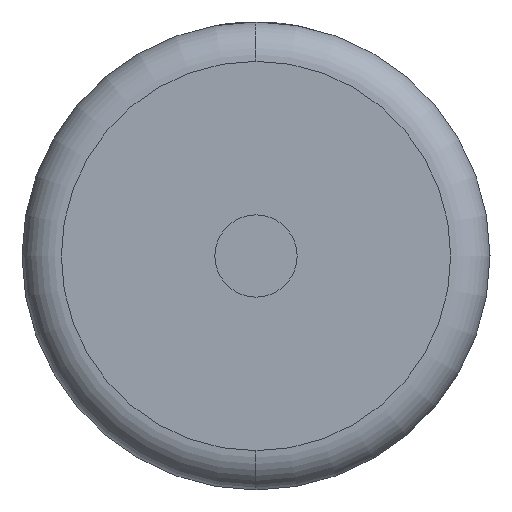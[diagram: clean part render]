
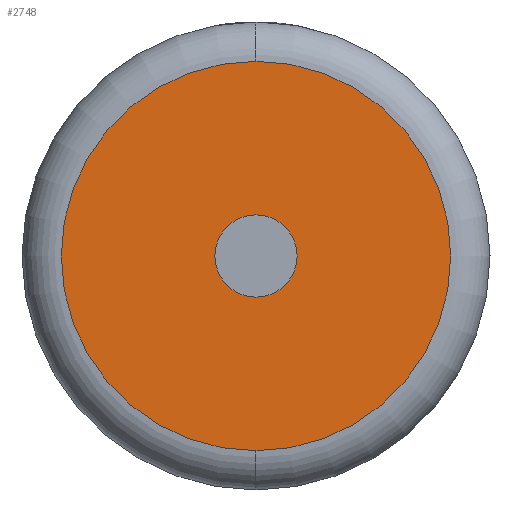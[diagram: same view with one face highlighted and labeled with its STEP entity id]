
A CAD part, left-side view. The second image highlights one B-rep face of the part: STEP entity #2748.
In plain terms, the highlighted planar face has unit normal (-1, 0, 0).
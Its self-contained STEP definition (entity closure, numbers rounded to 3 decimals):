
#59 = EDGE_CURVE ( 'NONE', #1801, #84, #3019, .T. ) ;
#84 = VERTEX_POINT ( 'NONE', #2514 ) ;
#155 = ORIENTED_EDGE ( 'NONE', *, *, #1826, .F. ) ;
#346 = ORIENTED_EDGE ( 'NONE', *, *, #59, .T. ) ;
#567 = DIRECTION ( 'NONE',  ( -1., 0., 0. ) ) ;
#587 = AXIS2_PLACEMENT_3D ( 'NONE', #3585, #1362, #3234 ) ;
#608 = DIRECTION ( 'NONE',  ( -1., 0., 0. ) ) ;
#673 = DIRECTION ( 'NONE',  ( -1., 0., 0. ) ) ;
#691 = VERTEX_POINT ( 'NONE', #712 ) ;
#712 = CARTESIAN_POINT ( 'NONE',  ( 0., 0., 4. ) ) ;
#927 = DIRECTION ( 'NONE',  ( 0., 0., -1. ) ) ;
#976 = DIRECTION ( 'NONE',  ( 0., 0., -1. ) ) ;
#1000 = ORIENTED_EDGE ( 'NONE', *, *, #3854, .T. ) ;
#1276 = VERTEX_POINT ( 'NONE', #1381 ) ;
#1297 = CIRCLE ( 'NONE', #1419, 18.93 ) ;
#1318 = CARTESIAN_POINT ( 'NONE',  ( 0., 0., 0. ) ) ;
#1362 = DIRECTION ( 'NONE',  ( -1., 0., 0. ) ) ;
#1381 = CARTESIAN_POINT ( 'NONE',  ( 0., 0., -4. ) ) ;
#1419 = AXIS2_PLACEMENT_3D ( 'NONE', #2219, #673, #976 ) ;
#1444 = FACE_OUTER_BOUND ( 'NONE', #3526, .T. ) ;
#1452 = CARTESIAN_POINT ( 'NONE',  ( 0., 0., 0. ) ) ;
#1582 = CARTESIAN_POINT ( 'NONE',  ( 0., 0., 0. ) ) ;
#1752 = CIRCLE ( 'NONE', #3832, 4. ) ;
#1759 = EDGE_CURVE ( 'NONE', #1276, #691, #3603, .T. ) ;
#1801 = VERTEX_POINT ( 'NONE', #2331 ) ;
#1826 = EDGE_CURVE ( 'NONE', #691, #1276, #1752, .T. ) ;
#1871 = PLANE ( 'NONE',  #3328 ) ;
#1982 = DIRECTION ( 'NONE',  ( 0., 0., -1. ) ) ;
#2198 = DIRECTION ( 'NONE',  ( 1., 0., 0. ) ) ;
#2219 = CARTESIAN_POINT ( 'NONE',  ( 0., 0., 0. ) ) ;
#2331 = CARTESIAN_POINT ( 'NONE',  ( 0., 0., 18.93 ) ) ;
#2416 = EDGE_LOOP ( 'NONE', ( #3357, #155 ) ) ;
#2514 = CARTESIAN_POINT ( 'NONE',  ( 0., 0., -18.93 ) ) ;
#2748 = ADVANCED_FACE ( 'NONE', ( #1444, #3308 ), #1871, .F. ) ;
#3018 = AXIS2_PLACEMENT_3D ( 'NONE', #1582, #608, #927 ) ;
#3019 = CIRCLE ( 'NONE', #3018, 18.93 ) ;
#3234 = DIRECTION ( 'NONE',  ( 0., 0., -1. ) ) ;
#3308 = FACE_BOUND ( 'NONE', #2416, .T. ) ;
#3328 = AXIS2_PLACEMENT_3D ( 'NONE', #1318, #2198, #1982 ) ;
#3357 = ORIENTED_EDGE ( 'NONE', *, *, #1759, .F. ) ;
#3526 = EDGE_LOOP ( 'NONE', ( #1000, #346 ) ) ;
#3585 = CARTESIAN_POINT ( 'NONE',  ( 0., 0., 0. ) ) ;
#3603 = CIRCLE ( 'NONE', #587, 4. ) ;
#3633 = DIRECTION ( 'NONE',  ( 0., 0., -1. ) ) ;
#3832 = AXIS2_PLACEMENT_3D ( 'NONE', #1452, #567, #3633 ) ;
#3854 = EDGE_CURVE ( 'NONE', #84, #1801, #1297, .T. ) ;
